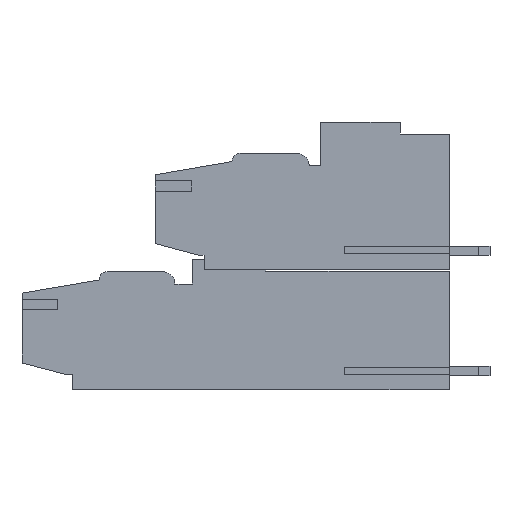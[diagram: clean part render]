
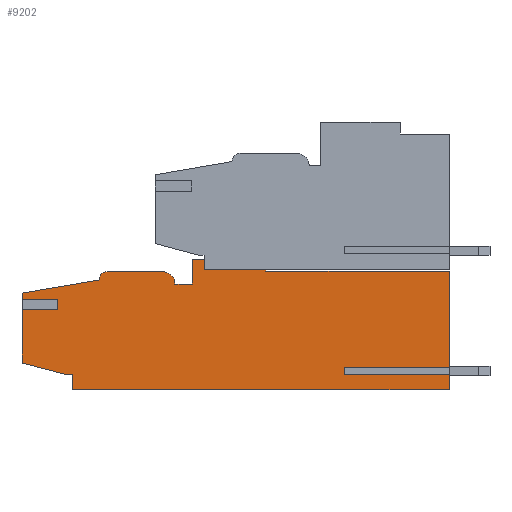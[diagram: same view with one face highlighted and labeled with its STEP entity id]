
A CAD part, left-side view. The second image highlights one B-rep face of the part: STEP entity #9202.
In plain terms, the highlighted planar face has unit normal (-1, 0, 0).
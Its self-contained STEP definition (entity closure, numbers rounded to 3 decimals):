
#1523=DIRECTION('',(0.,0.,-1.));
#1524=VECTOR('',#1523,0.5);
#1525=CARTESIAN_POINT('',(-23.1,33.6,-2.77));
#1526=LINE('',#1525,#1524);
#1527=DIRECTION('',(0.,-1.,0.));
#1528=VECTOR('',#1527,3.);
#1529=CARTESIAN_POINT('',(-23.1,36.6,-2.77));
#1530=LINE('',#1529,#1528);
#1531=DIRECTION('',(0.,0.,1.));
#1532=VECTOR('',#1531,0.745);
#1533=CARTESIAN_POINT('',(-23.1,36.6,-2.77));
#1534=LINE('',#1533,#1532);
#1535=DIRECTION('',(0.,-0.986,0.168));
#1536=VECTOR('',#1535,6.695);
#1537=CARTESIAN_POINT('',(-23.1,36.6,-2.025));
#1538=LINE('',#1537,#1536);
#1539=CARTESIAN_POINT('',(-23.1,29.3,-0.9));
#1540=DIRECTION('',(-1.,0.,0.));
#1541=DIRECTION('',(0.,0.,1.));
#1542=AXIS2_PLACEMENT_3D('',#1539,#1540,#1541);
#1544=DIRECTION('',(0.,-1.,0.));
#1545=VECTOR('',#1544,4.75);
#1546=CARTESIAN_POINT('',(-23.1,29.3,-0.2));
#1547=LINE('',#1546,#1545);
#1548=CARTESIAN_POINT('',(-23.1,24.55,-1.25));
#1549=DIRECTION('',(-1.,0.,0.));
#1550=DIRECTION('',(0.,-1.,0.));
#1551=AXIS2_PLACEMENT_3D('',#1548,#1549,#1550);
#1553=DIRECTION('',(0.,-1.,0.));
#1554=VECTOR('',#1553,1.5);
#1555=CARTESIAN_POINT('',(-23.1,23.5,-1.25));
#1556=LINE('',#1555,#1554);
#1557=DIRECTION('',(0.,0.,1.));
#1558=VECTOR('',#1557,2.11);
#1559=CARTESIAN_POINT('',(-23.1,22.,-1.25));
#1560=LINE('',#1559,#1558);
#1561=DIRECTION('',(0.,1.,0.));
#1562=VECTOR('',#1561,6.3);
#1563=CARTESIAN_POINT('',(-23.1,15.7,0.86));
#1564=LINE('',#1563,#1562);
#1565=DIRECTION('',(0.,0.,-1.));
#1566=VECTOR('',#1565,1.);
#1567=CARTESIAN_POINT('',(-23.1,15.7,0.86));
#1568=LINE('',#1567,#1566);
#1569=DIRECTION('',(0.,1.,0.));
#1570=VECTOR('',#1569,15.7);
#1571=CARTESIAN_POINT('',(-23.1,0.,-0.14));
#1572=LINE('',#1571,#1570);
#1573=DIRECTION('',(0.,0.,-1.));
#1574=VECTOR('',#1573,8.295);
#1575=CARTESIAN_POINT('',(-23.1,0.,-0.14));
#1576=LINE('',#1575,#1574);
#1577=DIRECTION('',(0.,1.,0.));
#1578=VECTOR('',#1577,9.);
#1579=CARTESIAN_POINT('',(-23.1,0.,-8.435));
#1580=LINE('',#1579,#1578);
#1581=DIRECTION('',(0.,0.,-1.));
#1582=VECTOR('',#1581,0.53);
#1583=CARTESIAN_POINT('',(-23.1,9.,-8.435));
#1584=LINE('',#1583,#1582);
#1585=DIRECTION('',(0.,1.,0.));
#1586=VECTOR('',#1585,9.);
#1587=CARTESIAN_POINT('',(-23.1,0.,-8.965));
#1588=LINE('',#1587,#1586);
#1589=DIRECTION('',(0.,0.,-1.));
#1590=VECTOR('',#1589,1.335);
#1591=CARTESIAN_POINT('',(-23.1,0.,-8.965));
#1592=LINE('',#1591,#1590);
#1593=DIRECTION('',(0.,1.,0.));
#1594=VECTOR('',#1593,32.3);
#1595=CARTESIAN_POINT('',(-23.1,0.,-10.3));
#1596=LINE('',#1595,#1594);
#1597=DIRECTION('',(0.,1.,0.019));
#1598=VECTOR('',#1597,0.7);
#1599=CARTESIAN_POINT('',(-23.1,32.3,-8.988));
#1600=LINE('',#1599,#1598);
#1601=DIRECTION('',(0.,0.967,0.255));
#1602=VECTOR('',#1601,3.723);
#1603=CARTESIAN_POINT('',(-23.1,33.,-8.975));
#1604=LINE('',#1603,#1602);
#1605=DIRECTION('',(0.,0.,1.));
#1606=VECTOR('',#1605,4.755);
#1607=CARTESIAN_POINT('',(-23.1,36.6,-8.025));
#1608=LINE('',#1607,#1606);
#1609=DIRECTION('',(0.,-1.,0.));
#1610=VECTOR('',#1609,3.);
#1611=CARTESIAN_POINT('',(-23.1,36.6,-3.27));
#1612=LINE('',#1611,#1610);
#4503=DIRECTION('',(0.,0.,1.));
#4504=VECTOR('',#4503,1.312);
#4505=CARTESIAN_POINT('',(-23.1,32.3,-10.3));
#4506=LINE('',#4505,#4504);
#6939=CARTESIAN_POINT('',(-23.1,33.,-8.975));
#6940=CARTESIAN_POINT('',(-23.1,36.6,-8.025));
#6941=VERTEX_POINT('',#6939);
#6942=VERTEX_POINT('',#6940);
#6943=CARTESIAN_POINT('',(-23.1,29.3,-0.2));
#6944=CARTESIAN_POINT('',(-23.1,30.,-0.9));
#6945=VERTEX_POINT('',#6943);
#6946=VERTEX_POINT('',#6944);
#6947=CARTESIAN_POINT('',(-23.1,36.6,-2.025));
#6948=VERTEX_POINT('',#6947);
#6949=CARTESIAN_POINT('',(-23.1,23.5,-1.25));
#6950=CARTESIAN_POINT('',(-23.1,24.55,-0.2));
#6951=VERTEX_POINT('',#6949);
#6952=VERTEX_POINT('',#6950);
#6953=CARTESIAN_POINT('',(-23.1,22.,-1.25));
#6954=VERTEX_POINT('',#6953);
#6964=CARTESIAN_POINT('',(-23.1,32.3,-10.3));
#6966=VERTEX_POINT('',#6964);
#6977=CARTESIAN_POINT('',(-23.1,0.,-10.3));
#6978=VERTEX_POINT('',#6977);
#6979=CARTESIAN_POINT('',(-23.1,32.3,-8.988));
#6980=VERTEX_POINT('',#6979);
#6985=CARTESIAN_POINT('',(-23.1,22.,0.86));
#6986=VERTEX_POINT('',#6985);
#6987=CARTESIAN_POINT('',(-23.1,15.7,0.86));
#6988=CARTESIAN_POINT('',(-23.1,15.7,-0.14));
#6989=VERTEX_POINT('',#6987);
#6990=VERTEX_POINT('',#6988);
#7059=CARTESIAN_POINT('',(-23.1,9.,-8.435));
#7060=CARTESIAN_POINT('',(-23.1,9.,-8.965));
#7061=VERTEX_POINT('',#7059);
#7062=VERTEX_POINT('',#7060);
#7063=CARTESIAN_POINT('',(-23.1,0.,-8.965));
#7064=VERTEX_POINT('',#7063);
#7065=CARTESIAN_POINT('',(-23.1,0.,-8.435));
#7066=VERTEX_POINT('',#7065);
#7079=CARTESIAN_POINT('',(-23.1,33.6,-2.77));
#7080=CARTESIAN_POINT('',(-23.1,33.6,-3.27));
#7081=VERTEX_POINT('',#7079);
#7082=VERTEX_POINT('',#7080);
#7083=CARTESIAN_POINT('',(-23.1,36.6,-3.27));
#7084=VERTEX_POINT('',#7083);
#7085=CARTESIAN_POINT('',(-23.1,36.6,-2.77));
#7086=VERTEX_POINT('',#7085);
#7279=CARTESIAN_POINT('',(-23.1,0.,-0.14));
#7280=VERTEX_POINT('',#7279);
#9152=CARTESIAN_POINT('',(-23.1,0.,-10.3));
#9153=DIRECTION('',(1.,0.,0.));
#9154=DIRECTION('',(0.,0.,-1.));
#9155=AXIS2_PLACEMENT_3D('',#9152,#9153,#9154);
#9156=PLANE('',#9155);
#9158=ORIENTED_EDGE('',*,*,#9157,.F.);
#9160=ORIENTED_EDGE('',*,*,#9159,.F.);
#9161=ORIENTED_EDGE('',*,*,#7298,.T.);
#9163=ORIENTED_EDGE('',*,*,#9162,.T.);
#9165=ORIENTED_EDGE('',*,*,#9164,.F.);
#9167=ORIENTED_EDGE('',*,*,#9166,.T.);
#9169=ORIENTED_EDGE('',*,*,#9168,.F.);
#9171=ORIENTED_EDGE('',*,*,#9170,.T.);
#9173=ORIENTED_EDGE('',*,*,#9172,.T.);
#9175=ORIENTED_EDGE('',*,*,#9174,.F.);
#9177=ORIENTED_EDGE('',*,*,#9176,.T.);
#9179=ORIENTED_EDGE('',*,*,#9178,.F.);
#9181=ORIENTED_EDGE('',*,*,#9180,.T.);
#9183=ORIENTED_EDGE('',*,*,#9182,.T.);
#9185=ORIENTED_EDGE('',*,*,#9184,.T.);
#9187=ORIENTED_EDGE('',*,*,#9186,.F.);
#9189=ORIENTED_EDGE('',*,*,#9188,.T.);
#9191=ORIENTED_EDGE('',*,*,#9190,.T.);
#9193=ORIENTED_EDGE('',*,*,#9192,.T.);
#9195=ORIENTED_EDGE('',*,*,#9194,.T.);
#9196=ORIENTED_EDGE('',*,*,#9144,.T.);
#9197=ORIENTED_EDGE('',*,*,#7306,.T.);
#9199=ORIENTED_EDGE('',*,*,#9198,.T.);
#9200=EDGE_LOOP('',(#9158,#9160,#9161,#9163,#9165,#9167,#9169,#9171,#9173,#9175,
#9177,#9179,#9181,#9183,#9185,#9187,#9189,#9191,#9193,#9195,#9196,#9197,#9199));
#9201=FACE_OUTER_BOUND('',#9200,.F.);
#9202=ADVANCED_FACE('',(#9201),#9156,.F.);
#1543=CIRCLE('',#1542,0.7);
#1552=CIRCLE('',#1551,1.05);
#7298=EDGE_CURVE('',#7086,#6948,#1534,.T.);
#7306=EDGE_CURVE('',#6942,#7084,#1608,.T.);
#9144=EDGE_CURVE('',#6941,#6942,#1604,.T.);
#9157=EDGE_CURVE('',#7081,#7082,#1526,.T.);
#9159=EDGE_CURVE('',#7086,#7081,#1530,.T.);
#9162=EDGE_CURVE('',#6948,#6946,#1538,.T.);
#9164=EDGE_CURVE('',#6945,#6946,#1543,.T.);
#9166=EDGE_CURVE('',#6945,#6952,#1547,.T.);
#9168=EDGE_CURVE('',#6951,#6952,#1552,.T.);
#9170=EDGE_CURVE('',#6951,#6954,#1556,.T.);
#9172=EDGE_CURVE('',#6954,#6986,#1560,.T.);
#9174=EDGE_CURVE('',#6989,#6986,#1564,.T.);
#9176=EDGE_CURVE('',#6989,#6990,#1568,.T.);
#9178=EDGE_CURVE('',#7280,#6990,#1572,.T.);
#9180=EDGE_CURVE('',#7280,#7066,#1576,.T.);
#9182=EDGE_CURVE('',#7066,#7061,#1580,.T.);
#9184=EDGE_CURVE('',#7061,#7062,#1584,.T.);
#9186=EDGE_CURVE('',#7064,#7062,#1588,.T.);
#9188=EDGE_CURVE('',#7064,#6978,#1592,.T.);
#9190=EDGE_CURVE('',#6978,#6966,#1596,.T.);
#9192=EDGE_CURVE('',#6966,#6980,#4506,.T.);
#9194=EDGE_CURVE('',#6980,#6941,#1600,.T.);
#9198=EDGE_CURVE('',#7084,#7082,#1612,.T.);
